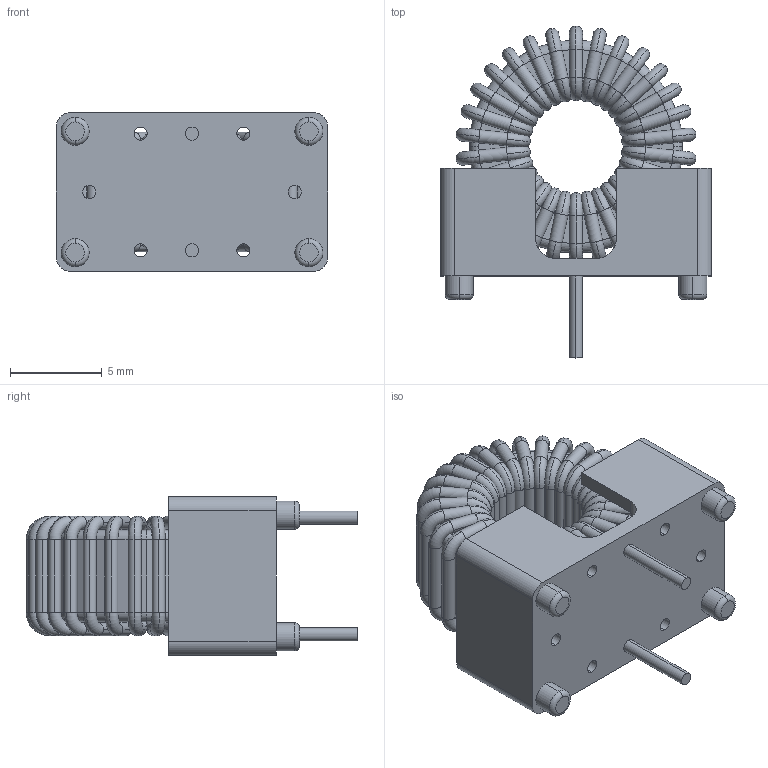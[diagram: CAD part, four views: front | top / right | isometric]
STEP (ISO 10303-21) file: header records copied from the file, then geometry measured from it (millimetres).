
FILE_DESCRIPTION (( 'STEP AP214' ), '1' );
FILE_NAME ('FIT44-4.STEP', '2014-01-16T03:09:23', ( '' ), ( '' ), 'SwSTEP 2.0', 'SolidWorks 2013', '' );
FILE_SCHEMA (( 'AUTOMOTIVE_DESIGN' ));
Length unit declared in the file: inch
Products named in the file (1): FIT44-4
Bounding box: 14.73 x 18.03 x 8.64 mm (x, y, z)
Volume: 788.2 mm3; surface area: 2051.1 mm2
Topology: 1 solids, 1 shells, 812 faces, 2491 edges, 1610 vertices
Faces by surface type: cylinder 330, torus 256, plane 177, bspline 49
Entity records: 36986 total; most frequent: CARTESIAN_POINT 9587, DIRECTION 5319, ORIENTED_EDGE 4982, EDGE_CURVE 2491, AXIS2_PLACEMENT_3D 2234, VERTEX_POINT 1610, CIRCLE 1470, EDGE_LOOP 881
